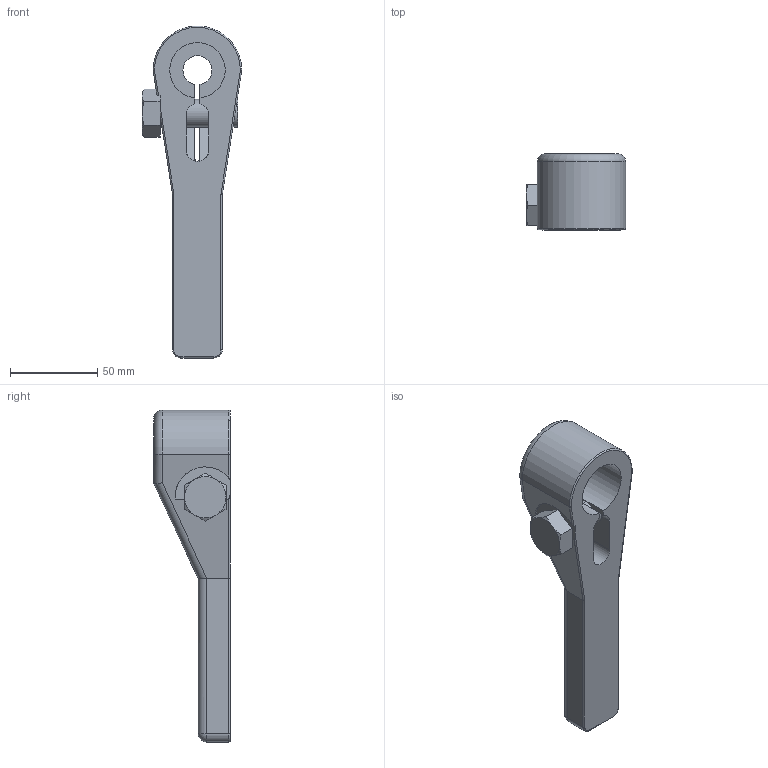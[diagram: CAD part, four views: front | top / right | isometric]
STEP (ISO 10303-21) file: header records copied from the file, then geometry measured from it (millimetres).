
FILE_DESCRIPTION((''),'2;1');
FILE_NAME('ILC91521802','2020-02-03T',('npeters'),(''),'PRO/ENGINEER BY PARAMETRIC TECHNOLOGY CORPORATION, 2013320','PRO/ENGINEER BY PARAMETRIC TECHNOLOGY CORPORATION, 2013320','');
FILE_SCHEMA(('AUTOMOTIVE_DESIGN { 1 0 10303 214 1 1 1 1 }'));
Length unit declared in the file: inch
Products named in the file (1): ILC91521802
Bounding box: 57.02 x 43.81 x 190.5 mm (x, y, z)
Volume: 154428.2 mm3; surface area: 33903.2 mm2
Topology: 1 solids, 1 shells, 70 faces, 185 edges, 115 vertices
Faces by surface type: cylinder 32, plane 26, cone 6, torus 4, sphere 2
Entity records: 3177 total; most frequent: CARTESIAN_POINT 662, ORIENTED_EDGE 370, DIRECTION 325, PRESENTATION_STYLE_ASSIGNMENT 203, STYLED_ITEM 186, CURVE_STYLE 185, EDGE_CURVE 185, AXIS2_PLACEMENT_3D 116
